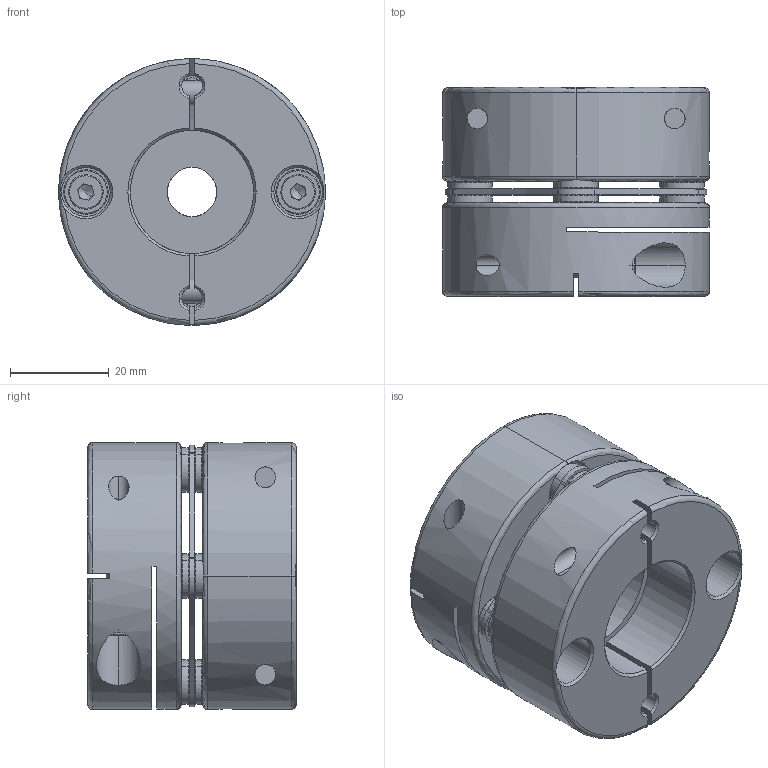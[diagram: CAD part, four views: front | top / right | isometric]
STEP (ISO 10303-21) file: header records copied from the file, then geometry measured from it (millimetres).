
FILE_DESCRIPTION (( 'STEP AP203' ), '1' );
FILE_NAME ('SDCS-54C-10X25_203.STEP', '2013-01-22T07:46:14', ( '' ), ( '' ), 'SwSTEP 2.0', 'SolidWorks 2012', '' );
FILE_SCHEMA (( 'CONFIG_CONTROL_DESIGN' ));
Length unit declared in the file: millimetre
Products named in the file (1): SDCS-54C-10X25_203
Bounding box: 54 x 42.3 x 54 mm (x, y, z)
Volume: 67331.7 mm3; surface area: 29871.5 mm2
Topology: 1 solids, 9 shells, 587 faces, 1415 edges, 856 vertices
Faces by surface type: cylinder 203, plane 184, torus 106, cone 94
Entity records: 18222 total; most frequent: CARTESIAN_POINT 4072, DIRECTION 3213, ORIENTED_EDGE 2798, EDGE_CURVE 1399, AXIS2_PLACEMENT_3D 1325, VERTEX_POINT 856, CIRCLE 737, EDGE_LOOP 663
